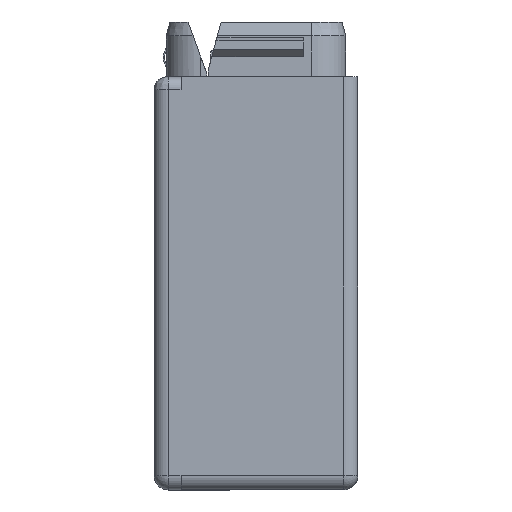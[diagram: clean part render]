
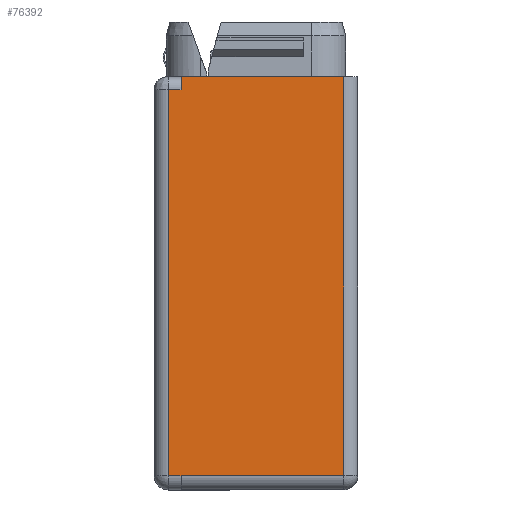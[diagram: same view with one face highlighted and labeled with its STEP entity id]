
A CAD part, left-side view. The second image highlights one B-rep face of the part: STEP entity #76392.
In plain terms, the highlighted planar face has unit normal (-1, 0, 0).
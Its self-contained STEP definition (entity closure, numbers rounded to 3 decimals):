
#9=DIRECTION('',(0.,1.,0.));
#10=VECTOR('',#9,11.93);
#11=CARTESIAN_POINT('',(-37.5,-6.43,0.));
#12=LINE('',#11,#10);
#1046=DIRECTION('',(0.,0.,-1.));
#1047=VECTOR('',#1046,0.02);
#1048=CARTESIAN_POINT('',(-37.5,5.5,-29.25));
#1049=LINE('',#1048,#1047);
#25044=DIRECTION('',(0.,0.,-1.));
#25045=VECTOR('',#25044,0.96);
#25046=CARTESIAN_POINT('',(-37.5,5.5,0.));
#25047=LINE('',#25046,#25045);
#25053=DIRECTION('',(0.,1.,0.));
#25054=VECTOR('',#25053,0.93);
#25055=CARTESIAN_POINT('',(-37.5,5.5,-0.96));
#25056=LINE('',#25055,#25054);
#25062=DIRECTION('',(0.,1.,0.));
#25063=VECTOR('',#25062,11.93);
#25064=CARTESIAN_POINT('',(-37.5,-6.43,-29.25));
#25065=LINE('',#25064,#25063);
#25075=DIRECTION('',(0.,0.,1.));
#25076=VECTOR('',#25075,29.25);
#25077=CARTESIAN_POINT('',(-37.5,-6.43,-29.25));
#25078=LINE('',#25077,#25076);
#26992=DIRECTION('',(0.,1.,0.));
#26993=VECTOR('',#26992,0.93);
#26994=CARTESIAN_POINT('',(-37.5,5.5,-29.27));
#26995=LINE('',#26994,#26993);
#27484=DIRECTION('',(0.,0.,1.));
#27485=VECTOR('',#27484,28.31);
#27486=CARTESIAN_POINT('',(-37.5,6.43,-29.27));
#27487=LINE('',#27486,#27485);
#36885=CARTESIAN_POINT('',(-37.5,5.5,0.));
#36886=VERTEX_POINT('',#36885);
#36957=CARTESIAN_POINT('',(-37.5,-6.43,-29.25));
#36958=CARTESIAN_POINT('',(-37.5,-6.43,0.));
#36959=VERTEX_POINT('',#36957);
#36960=VERTEX_POINT('',#36958);
#38489=CARTESIAN_POINT('',(-37.5,5.5,-29.27));
#38490=CARTESIAN_POINT('',(-37.5,6.43,-29.27));
#38491=VERTEX_POINT('',#38489);
#38492=VERTEX_POINT('',#38490);
#38544=CARTESIAN_POINT('',(-37.5,6.43,-0.96));
#38546=VERTEX_POINT('',#38544);
#39267=CARTESIAN_POINT('',(-37.5,5.5,-0.96));
#39268=VERTEX_POINT('',#39267);
#39361=CARTESIAN_POINT('',(-37.5,5.5,-29.25));
#39362=VERTEX_POINT('',#39361);
#76372=CARTESIAN_POINT('',(-37.5,-7.48,0.));
#76373=DIRECTION('',(-1.,0.,0.));
#76374=DIRECTION('',(0.,1.,0.));
#76375=AXIS2_PLACEMENT_3D('',#76372,#76373,#76374);
#76376=PLANE('',#76375);
#76378=ORIENTED_EDGE('',*,*,#76377,.T.);
#76379=ORIENTED_EDGE('',*,*,#46080,.T.);
#76381=ORIENTED_EDGE('',*,*,#76380,.T.);
#76383=ORIENTED_EDGE('',*,*,#76382,.T.);
#76385=ORIENTED_EDGE('',*,*,#76384,.F.);
#76386=ORIENTED_EDGE('',*,*,#76365,.F.);
#76387=ORIENTED_EDGE('',*,*,#45043,.F.);
#76389=ORIENTED_EDGE('',*,*,#76388,.F.);
#76390=EDGE_LOOP('',(#76378,#76379,#76381,#76383,#76385,#76386,#76387,#76389));
#76391=FACE_OUTER_BOUND('',#76390,.F.);
#76392=ADVANCED_FACE('',(#76391),#76376,.T.);
#45043=EDGE_CURVE('',#36960,#36886,#12,.T.);
#46080=EDGE_CURVE('',#39362,#38491,#1049,.T.);
#76365=EDGE_CURVE('',#36886,#39268,#25047,.T.);
#76377=EDGE_CURVE('',#36959,#39362,#25065,.T.);
#76380=EDGE_CURVE('',#38491,#38492,#26995,.T.);
#76382=EDGE_CURVE('',#38492,#38546,#27487,.T.);
#76384=EDGE_CURVE('',#39268,#38546,#25056,.T.);
#76388=EDGE_CURVE('',#36959,#36960,#25078,.T.);
